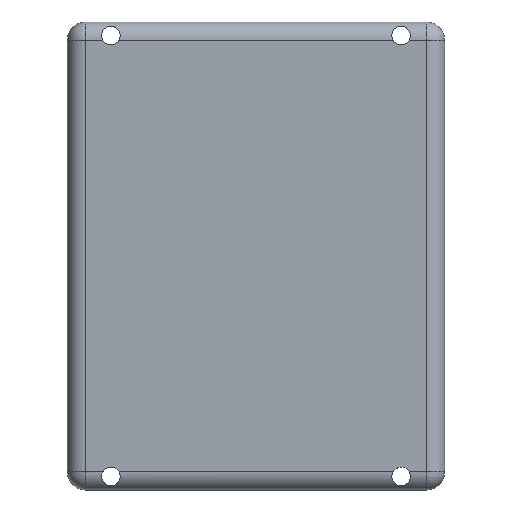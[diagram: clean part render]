
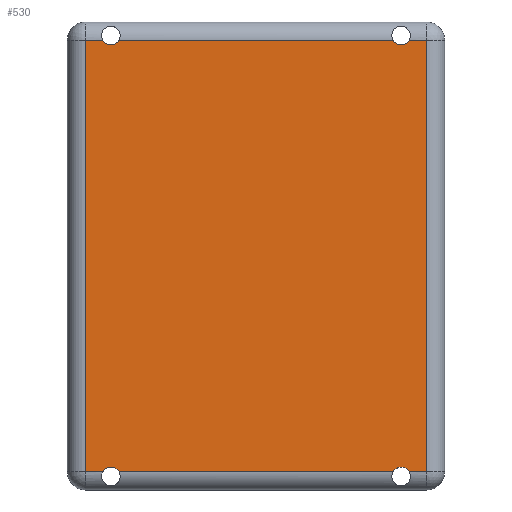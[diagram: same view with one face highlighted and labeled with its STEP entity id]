
A CAD part, left-side view. The second image highlights one B-rep face of the part: STEP entity #530.
In plain terms, the highlighted planar face has unit normal (-1, 0, 0).
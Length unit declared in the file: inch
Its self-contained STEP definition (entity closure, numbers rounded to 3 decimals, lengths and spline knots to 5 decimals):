
#19=LINE('',#931,#67);
#20=LINE('',#933,#68);
#21=LINE('',#934,#69);
#22=LINE('',#935,#70);
#23=LINE('',#937,#71);
#24=LINE('',#939,#72);
#25=LINE('',#940,#73);
#26=LINE('',#941,#74);
#67=VECTOR('',#648,0.3937);
#68=VECTOR('',#649,0.3937);
#69=VECTOR('',#650,0.3937);
#70=VECTOR('',#651,0.3937);
#71=VECTOR('',#652,0.3937);
#72=VECTOR('',#653,0.3937);
#73=VECTOR('',#654,0.3937);
#74=VECTOR('',#655,0.3937);
#115=PLANE('',#577);
#143=FACE_OUTER_BOUND('',#178,.T.);
#178=EDGE_LOOP('',(#374,#375,#376,#377,#378,#379,#380,#381,#382,#383,#384,
#385));
#210=CIRCLE('',#566,0.06425);
#212=CIRCLE('',#569,0.06425);
#214=CIRCLE('',#572,0.06425);
#216=CIRCLE('',#575,0.06425);
#238=VERTEX_POINT('',#782);
#239=VERTEX_POINT('',#783);
#241=VERTEX_POINT('',#819);
#242=VERTEX_POINT('',#820);
#244=VERTEX_POINT('',#856);
#245=VERTEX_POINT('',#857);
#247=VERTEX_POINT('',#893);
#248=VERTEX_POINT('',#894);
#250=VERTEX_POINT('',#930);
#251=VERTEX_POINT('',#932);
#252=VERTEX_POINT('',#936);
#253=VERTEX_POINT('',#938);
#287=EDGE_CURVE('',#239,#238,#210,.T.);
#290=EDGE_CURVE('',#242,#241,#212,.T.);
#293=EDGE_CURVE('',#245,#244,#214,.T.);
#296=EDGE_CURVE('',#248,#247,#216,.T.);
#298=EDGE_CURVE('',#250,#238,#19,.T.);
#299=EDGE_CURVE('',#251,#250,#20,.T.);
#300=EDGE_CURVE('',#242,#251,#21,.T.);
#301=EDGE_CURVE('',#245,#241,#22,.T.);
#302=EDGE_CURVE('',#252,#244,#23,.T.);
#303=EDGE_CURVE('',#253,#252,#24,.T.);
#304=EDGE_CURVE('',#248,#253,#25,.T.);
#305=EDGE_CURVE('',#239,#247,#26,.T.);
#374=ORIENTED_EDGE('',*,*,#287,.T.);
#375=ORIENTED_EDGE('',*,*,#298,.F.);
#376=ORIENTED_EDGE('',*,*,#299,.F.);
#377=ORIENTED_EDGE('',*,*,#300,.F.);
#378=ORIENTED_EDGE('',*,*,#290,.T.);
#379=ORIENTED_EDGE('',*,*,#301,.F.);
#380=ORIENTED_EDGE('',*,*,#293,.T.);
#381=ORIENTED_EDGE('',*,*,#302,.F.);
#382=ORIENTED_EDGE('',*,*,#303,.F.);
#383=ORIENTED_EDGE('',*,*,#304,.F.);
#384=ORIENTED_EDGE('',*,*,#296,.T.);
#385=ORIENTED_EDGE('',*,*,#305,.F.);
#530=ADVANCED_FACE('',(#143),#115,.F.);
#566=AXIS2_PLACEMENT_3D('',#815,#624,#625);
#569=AXIS2_PLACEMENT_3D('',#852,#630,#631);
#572=AXIS2_PLACEMENT_3D('',#889,#636,#637);
#575=AXIS2_PLACEMENT_3D('',#926,#642,#643);
#577=AXIS2_PLACEMENT_3D('',#929,#646,#647);
#624=DIRECTION('center_axis',(1.,0.,0.));
#625=DIRECTION('ref_axis',(0.,0.,1.));
#630=DIRECTION('center_axis',(1.,0.,0.));
#631=DIRECTION('ref_axis',(0.,0.,1.));
#636=DIRECTION('center_axis',(1.,0.,0.));
#637=DIRECTION('ref_axis',(0.,0.,1.));
#642=DIRECTION('center_axis',(1.,0.,0.));
#643=DIRECTION('ref_axis',(0.,0.,1.));
#646=DIRECTION('center_axis',(1.,0.,0.));
#647=DIRECTION('ref_axis',(0.,0.,-1.));
#648=DIRECTION('',(0.,1.,0.));
#649=DIRECTION('',(0.,0.,-1.));
#650=DIRECTION('',(0.,-1.,0.));
#651=DIRECTION('',(0.,-1.,0.));
#652=DIRECTION('',(0.,-1.,0.));
#653=DIRECTION('',(0.,0.,1.));
#654=DIRECTION('',(0.,1.,0.));
#655=DIRECTION('',(0.,1.,0.));
#782=CARTESIAN_POINT('',(0.,0.24386,-3.1));
#783=CARTESIAN_POINT('',(0.,0.35614,-3.1));
#815=CARTESIAN_POINT('Origin',(0.,0.3,-3.13125));
#819=CARTESIAN_POINT('',(0.,0.35614,-0.125));
#820=CARTESIAN_POINT('',(0.,0.24386,-0.125));
#852=CARTESIAN_POINT('Origin',(0.,0.3,-0.09375));
#856=CARTESIAN_POINT('',(0.,2.35614,-0.125));
#857=CARTESIAN_POINT('',(0.,2.24386,-0.125));
#889=CARTESIAN_POINT('Origin',(0.,2.3,-0.09375));
#893=CARTESIAN_POINT('',(0.,2.24386,-3.1));
#894=CARTESIAN_POINT('',(0.,2.35614,-3.1));
#926=CARTESIAN_POINT('Origin',(0.,2.3,-3.13125));
#929=CARTESIAN_POINT('Origin',(0.,1.3,-1.6125));
#930=CARTESIAN_POINT('',(0.,0.125,-3.1));
#931=CARTESIAN_POINT('',(0.,0.65,-3.1));
#932=CARTESIAN_POINT('',(0.,0.125,-0.125));
#933=CARTESIAN_POINT('',(0.,0.125,-0.80625));
#934=CARTESIAN_POINT('',(0.,1.95,-0.125));
#935=CARTESIAN_POINT('',(0.,1.95,-0.125));
#936=CARTESIAN_POINT('',(0.,2.475,-0.125));
#937=CARTESIAN_POINT('',(0.,1.95,-0.125));
#938=CARTESIAN_POINT('',(0.,2.475,-3.1));
#939=CARTESIAN_POINT('',(0.,2.475,-2.41875));
#940=CARTESIAN_POINT('',(0.,0.65,-3.1));
#941=CARTESIAN_POINT('',(0.,0.65,-3.1));
